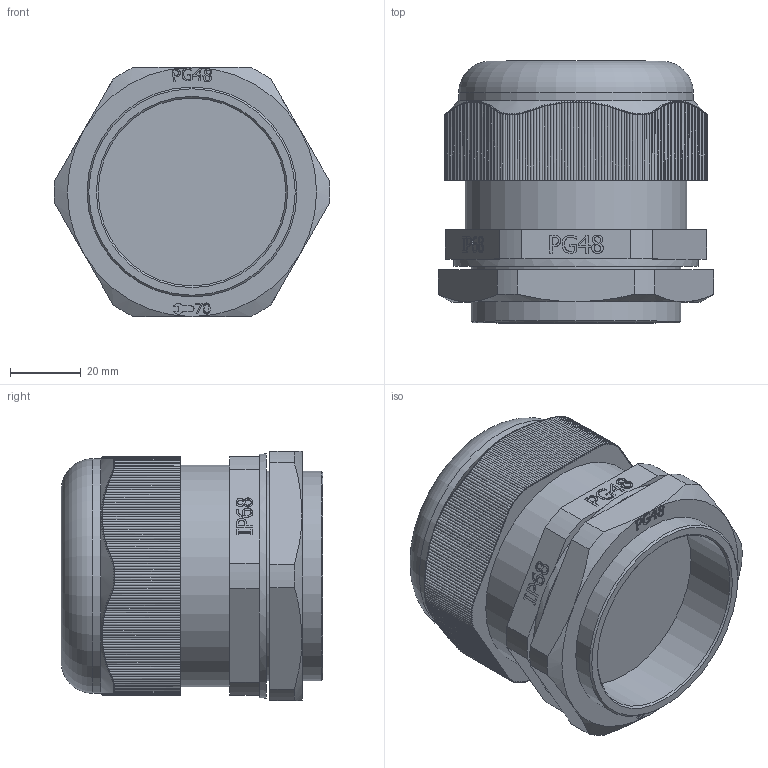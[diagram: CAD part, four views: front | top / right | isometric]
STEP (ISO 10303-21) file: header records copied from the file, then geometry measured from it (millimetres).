
FILE_DESCRIPTION(/* description */ ('','CAx-IF Rec.Pracs.---Representation and Presentation of Product Manufacturing Information (PMI)---4.0---2014-10-13'),/* implementation_level */ '2;1');
FILE_NAME(/* name */ 'ЗЭТАРУС PG48 (37-44 мм) - пластик.stp',/* time_stamp */ '2023-01-13T13:20:27+07:00',/* author */ ('zeta-09'),/* organization */ (''),/* preprocessor_version */ 'ST-DEVELOPER v18.1',/* originating_system */ 'Autodesk Inventor 2021',/* authorisation */ '');
FILE_SCHEMA (('AP242_MANAGED_MODEL_BASED_3D_ENGINEERING_MIM_LF { 1 0 10303 442 1 1 4 }'));
Length unit declared in the file: millimetre
Products named in the file (1): Деталь1
Bounding box: 77.77 x 73.96 x 70.4 mm (x, y, z)
Volume: 225627.7 mm3; surface area: 36492.6 mm2
Topology: 1 solids, 3 shells, 617 faces, 1999 edges, 1421 vertices
Faces by surface type: cylinder 305, plane 161, bspline 140, cone 9, torus 2
Full cylindrical faces by diameter (mm): 53 x1, 59.3 x2, 62.5 x1, 66.3 x1, 69 x1
Entity records: 29878 total; most frequent: CARTESIAN_POINT 13099, ORIENTED_EDGE 3996, DIRECTION 2484, EDGE_CURVE 1999, VERTEX_POINT 1421, AXIS2_PLACEMENT_3D 850, B_SPLINE_CURVE_WITH_KNOTS 844, LINE 784
